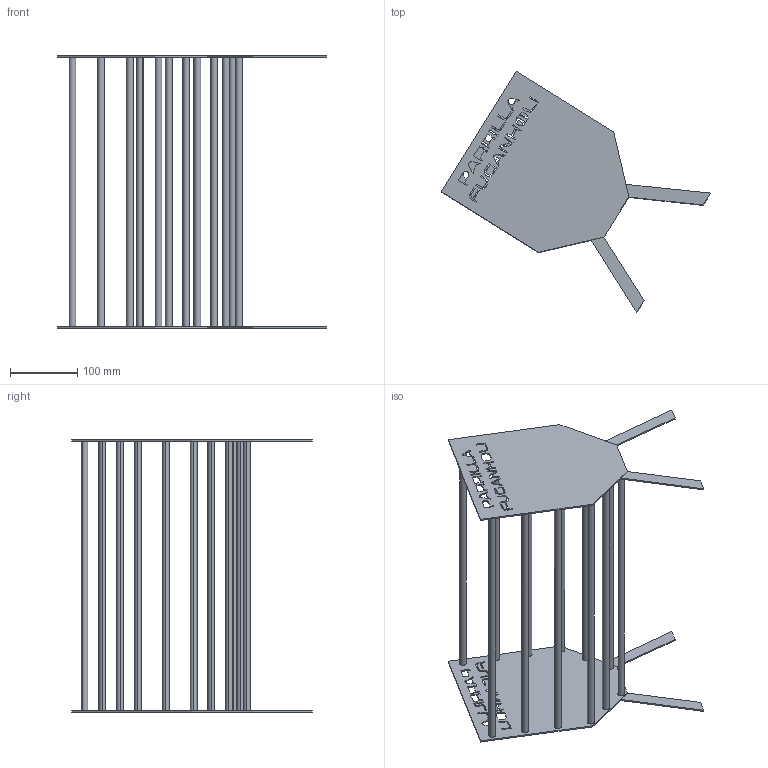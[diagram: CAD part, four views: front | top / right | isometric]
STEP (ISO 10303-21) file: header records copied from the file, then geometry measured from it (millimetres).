
FILE_DESCRIPTION (( 'STEP AP214' ), '1' );
FILE_NAME ('firebox.STEP', '2021-09-06T16:31:18', ( '' ), ( '' ), 'SwSTEP 2.0', 'SolidWorks 2018', '' );
FILE_SCHEMA (( 'AUTOMOTIVE_DESIGN' ));
Length unit declared in the file: millimetre
Products named in the file (4): firebox; pe_firebox; base_firebox; chapa_firebox
Assembly tree (18 placements, depth 2):
  firebox
    base_firebox  x12
    chapa_firebox  x2
    pe_firebox  x4
Bounding box: 399.01 x 356.79 x 404 mm (x, y, z)
Volume: 568463.4 mm3; surface area: 355053.8 mm2
Topology: 18 solids, 18 shells, 432 faces, 1116 edges, 744 vertices
Faces by surface type: plane 310, cylinder 72, bspline 50
Entity records: 6824 total; most frequent: CARTESIAN_POINT 1816, ORIENTED_EDGE 1032, DIRECTION 890, EDGE_CURVE 516, LINE 414, VECTOR 414, VERTEX_POINT 344, AXIS2_PLACEMENT_3D 238
